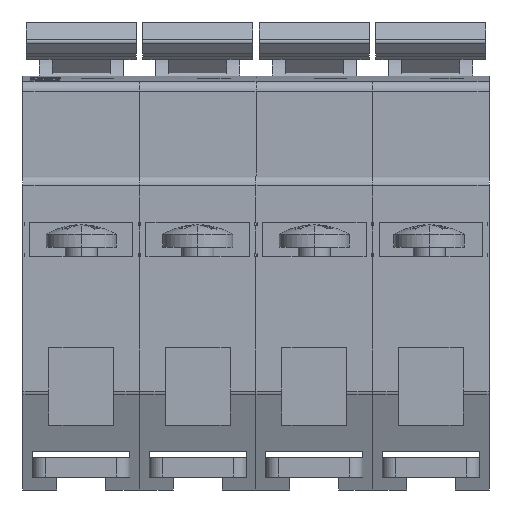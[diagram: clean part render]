
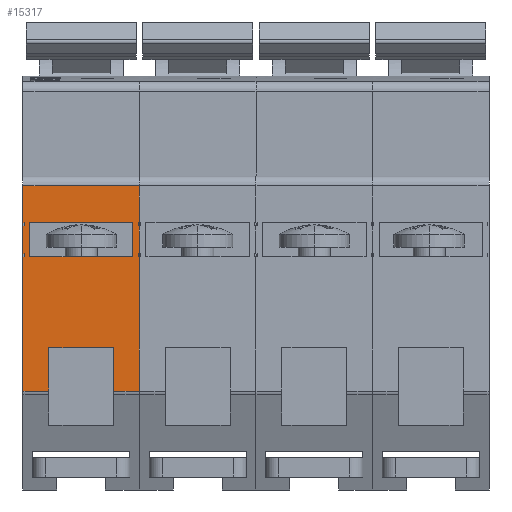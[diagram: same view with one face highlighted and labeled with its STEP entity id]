
A CAD part, left-side view. The second image highlights one B-rep face of the part: STEP entity #15317.
In plain terms, the highlighted planar face has unit normal (-1, 0, 0).
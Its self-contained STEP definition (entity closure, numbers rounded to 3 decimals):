
#11472=DIRECTION('',(0.,0.,-1.));
#11473=VECTOR('',#11472,20.711);
#11474=CARTESIAN_POINT('',(-43.75,-9.,-12.5));
#11475=LINE('',#11474,#11473);
#11476=DIRECTION('',(0.,0.,-1.));
#11477=VECTOR('',#11476,5.7);
#11478=CARTESIAN_POINT('',(-43.75,-9.,-1.5));
#11479=LINE('',#11478,#11477);
#12274=DIRECTION('',(0.,-1.,0.));
#12275=VECTOR('',#12274,18.);
#12276=CARTESIAN_POINT('',(-43.75,9.,-1.5));
#12277=LINE('',#12276,#12275);
#12282=DIRECTION('',(0.,0.,-1.));
#12283=VECTOR('',#12282,20.711);
#12284=CARTESIAN_POINT('',(-43.75,9.,-12.5));
#12285=LINE('',#12284,#12283);
#12286=DIRECTION('',(0.,-1.,0.));
#12287=VECTOR('',#12286,0.2);
#12288=CARTESIAN_POINT('',(-43.75,9.,-12.));
#12289=LINE('',#12288,#12287);
#12290=DIRECTION('',(0.,0.,-1.));
#12291=VECTOR('',#12290,4.3);
#12292=CARTESIAN_POINT('',(-43.75,9.,-7.7));
#12293=LINE('',#12292,#12291);
#12294=DIRECTION('',(0.,-1.,0.));
#12295=VECTOR('',#12294,0.2);
#12296=CARTESIAN_POINT('',(-43.75,9.,-7.2));
#12297=LINE('',#12296,#12295);
#12298=DIRECTION('',(0.,0.,-1.));
#12299=VECTOR('',#12298,5.7);
#12300=CARTESIAN_POINT('',(-43.75,9.,-1.5));
#12301=LINE('',#12300,#12299);
#12302=DIRECTION('',(0.,1.,0.));
#12303=VECTOR('',#12302,0.2);
#12304=CARTESIAN_POINT('',(-43.75,-9.,-7.7));
#12305=LINE('',#12304,#12303);
#12306=DIRECTION('',(0.,1.,0.));
#12307=VECTOR('',#12306,0.2);
#12308=CARTESIAN_POINT('',(-43.75,-9.,-12.5));
#12309=LINE('',#12308,#12307);
#12310=DIRECTION('',(0.,-1.,0.));
#12311=VECTOR('',#12310,16.);
#12312=CARTESIAN_POINT('',(-43.75,8.,-7.2));
#12313=LINE('',#12312,#12311);
#12314=DIRECTION('',(0.,0.,1.));
#12315=VECTOR('',#12314,5.3);
#12316=CARTESIAN_POINT('',(-43.75,8.,-12.5));
#12317=LINE('',#12316,#12315);
#12326=DIRECTION('',(0.,0.,1.));
#12327=VECTOR('',#12326,6.711);
#12328=CARTESIAN_POINT('',(-43.75,-5.,-33.211));
#12329=LINE('',#12328,#12327);
#12579=DIRECTION('',(0.,1.,0.));
#12580=VECTOR('',#12579,4.);
#12581=CARTESIAN_POINT('',(-43.75,5.,-33.211));
#12582=LINE('',#12581,#12580);
#12583=DIRECTION('',(0.,0.,-1.));
#12584=VECTOR('',#12583,6.711);
#12585=CARTESIAN_POINT('',(-43.75,5.,-26.5));
#12586=LINE('',#12585,#12584);
#12600=DIRECTION('',(0.,1.,0.));
#12601=VECTOR('',#12600,10.);
#12602=CARTESIAN_POINT('',(-43.75,-5.,-26.5));
#12603=LINE('',#12602,#12601);
#12636=DIRECTION('',(0.,1.,0.));
#12637=VECTOR('',#12636,4.);
#12638=CARTESIAN_POINT('',(-43.75,-9.,-33.211));
#12639=LINE('',#12638,#12637);
#12644=DIRECTION('',(0.,-1.,0.));
#12645=VECTOR('',#12644,0.2);
#12646=CARTESIAN_POINT('',(-43.75,9.,-12.5));
#12647=LINE('',#12646,#12645);
#12668=DIRECTION('',(0.,0.,1.));
#12669=VECTOR('',#12668,0.5);
#12670=CARTESIAN_POINT('',(-43.75,8.8,-7.7));
#12671=LINE('',#12670,#12669);
#12684=DIRECTION('',(0.,0.,1.));
#12685=VECTOR('',#12684,0.5);
#12686=CARTESIAN_POINT('',(-43.75,8.8,-12.5));
#12687=LINE('',#12686,#12685);
#12700=DIRECTION('',(0.,-1.,0.));
#12701=VECTOR('',#12700,0.2);
#12702=CARTESIAN_POINT('',(-43.75,9.,-7.7));
#12703=LINE('',#12702,#12701);
#12724=DIRECTION('',(0.,1.,0.));
#12725=VECTOR('',#12724,0.2);
#12726=CARTESIAN_POINT('',(-43.75,-9.,-7.2));
#12727=LINE('',#12726,#12725);
#12744=DIRECTION('',(0.,0.,-1.));
#12745=VECTOR('',#12744,0.5);
#12746=CARTESIAN_POINT('',(-43.75,-8.8,-7.2));
#12747=LINE('',#12746,#12745);
#12760=DIRECTION('',(0.,0.,-1.));
#12761=VECTOR('',#12760,0.5);
#12762=CARTESIAN_POINT('',(-43.75,-8.8,-12.));
#12763=LINE('',#12762,#12761);
#12780=DIRECTION('',(0.,1.,0.));
#12781=VECTOR('',#12780,0.2);
#12782=CARTESIAN_POINT('',(-43.75,-9.,-12.));
#12783=LINE('',#12782,#12781);
#12784=DIRECTION('',(0.,0.,-1.));
#12785=VECTOR('',#12784,4.3);
#12786=CARTESIAN_POINT('',(-43.75,-9.,-7.7));
#12787=LINE('',#12786,#12785);
#12804=DIRECTION('',(0.,-1.,0.));
#12805=VECTOR('',#12804,10.);
#12806=CARTESIAN_POINT('',(-43.75,5.,-12.505));
#12807=LINE('',#12806,#12805);
#12828=DIRECTION('',(0.,-1.,-0.002));
#12829=VECTOR('',#12828,3.);
#12830=CARTESIAN_POINT('',(-43.75,8.,-12.5));
#12831=LINE('',#12830,#12829);
#12862=DIRECTION('',(0.,0.,1.));
#12863=VECTOR('',#12862,5.3);
#12864=CARTESIAN_POINT('',(-43.75,-8.,-12.5));
#12865=LINE('',#12864,#12863);
#12874=DIRECTION('',(0.,-1.,0.002));
#12875=VECTOR('',#12874,3.);
#12876=CARTESIAN_POINT('',(-43.75,-5.,-12.505));
#12877=LINE('',#12876,#12875);
#13386=CARTESIAN_POINT('',(-43.75,-9.,-1.5));
#13387=VERTEX_POINT('',#13386);
#13388=CARTESIAN_POINT('',(-43.75,-9.,-7.2));
#13389=VERTEX_POINT('',#13388);
#13394=CARTESIAN_POINT('',(-43.75,-9.,-12.5));
#13395=VERTEX_POINT('',#13394);
#13396=CARTESIAN_POINT('',(-43.75,-9.,-33.211));
#13397=VERTEX_POINT('',#13396);
#13445=CARTESIAN_POINT('',(-43.75,9.,-7.7));
#13447=VERTEX_POINT('',#13445);
#13448=CARTESIAN_POINT('',(-43.75,8.8,-7.7));
#13449=VERTEX_POINT('',#13448);
#13460=CARTESIAN_POINT('',(-43.75,-5.,-33.211));
#13461=VERTEX_POINT('',#13460);
#13462=CARTESIAN_POINT('',(-43.75,-5.,-26.5));
#13463=VERTEX_POINT('',#13462);
#13468=CARTESIAN_POINT('',(-43.75,9.,-12.5));
#13469=VERTEX_POINT('',#13468);
#13470=CARTESIAN_POINT('',(-43.75,8.8,-12.5));
#13471=VERTEX_POINT('',#13470);
#13488=CARTESIAN_POINT('',(-43.75,5.,-26.5));
#13489=CARTESIAN_POINT('',(-43.75,5.,-33.211));
#13490=VERTEX_POINT('',#13488);
#13491=VERTEX_POINT('',#13489);
#13516=CARTESIAN_POINT('',(-43.75,-8.8,-12.5));
#13517=VERTEX_POINT('',#13516);
#13530=CARTESIAN_POINT('',(-43.75,-8.8,-7.2));
#13531=VERTEX_POINT('',#13530);
#13544=CARTESIAN_POINT('',(-43.75,9.,-1.5));
#13545=VERTEX_POINT('',#13544);
#13558=CARTESIAN_POINT('',(-43.75,-8.,-7.2));
#13560=VERTEX_POINT('',#13558);
#13562=CARTESIAN_POINT('',(-43.75,8.,-7.2));
#13563=VERTEX_POINT('',#13562);
#13566=CARTESIAN_POINT('',(-43.75,-8.,-12.5));
#13568=VERTEX_POINT('',#13566);
#13580=CARTESIAN_POINT('',(-43.75,9.,-33.211));
#13581=VERTEX_POINT('',#13580);
#13584=CARTESIAN_POINT('',(-43.75,-5.,-12.505));
#13585=VERTEX_POINT('',#13584);
#13595=CARTESIAN_POINT('',(-43.75,-9.,-12.));
#13597=VERTEX_POINT('',#13595);
#13600=CARTESIAN_POINT('',(-43.75,-9.,-7.7));
#13601=VERTEX_POINT('',#13600);
#13606=CARTESIAN_POINT('',(-43.75,5.,-12.505));
#13607=VERTEX_POINT('',#13606);
#13638=CARTESIAN_POINT('',(-43.75,9.,-7.2));
#13639=VERTEX_POINT('',#13638);
#13650=CARTESIAN_POINT('',(-43.75,8.8,-7.2));
#13651=VERTEX_POINT('',#13650);
#13652=CARTESIAN_POINT('',(-43.75,8.8,-12.));
#13653=VERTEX_POINT('',#13652);
#13654=CARTESIAN_POINT('',(-43.75,-8.8,-12.));
#13655=VERTEX_POINT('',#13654);
#13660=CARTESIAN_POINT('',(-43.75,-8.8,-7.7));
#13661=VERTEX_POINT('',#13660);
#13667=CARTESIAN_POINT('',(-43.75,8.,-12.5));
#13669=VERTEX_POINT('',#13667);
#13672=CARTESIAN_POINT('',(-43.75,9.,-12.));
#13673=VERTEX_POINT('',#13672);
#15253=CARTESIAN_POINT('',(-43.75,-9.,0.));
#15254=DIRECTION('',(-1.,0.,0.));
#15255=DIRECTION('',(0.,0.,1.));
#15256=AXIS2_PLACEMENT_3D('',#15253,#15254,#15255);
#15257=PLANE('',#15256);
#15259=ORIENTED_EDGE('',*,*,#15258,.T.);
#15261=ORIENTED_EDGE('',*,*,#15260,.T.);
#15263=ORIENTED_EDGE('',*,*,#15262,.T.);
#15265=ORIENTED_EDGE('',*,*,#15264,.T.);
#15266=ORIENTED_EDGE('',*,*,#14041,.F.);
#15268=ORIENTED_EDGE('',*,*,#15267,.T.);
#15270=ORIENTED_EDGE('',*,*,#15269,.T.);
#15272=ORIENTED_EDGE('',*,*,#15271,.F.);
#15274=ORIENTED_EDGE('',*,*,#15273,.F.);
#15276=ORIENTED_EDGE('',*,*,#15275,.T.);
#15278=ORIENTED_EDGE('',*,*,#15277,.T.);
#15280=ORIENTED_EDGE('',*,*,#15279,.F.);
#15281=ORIENTED_EDGE('',*,*,#14033,.F.);
#15282=ORIENTED_EDGE('',*,*,#15239,.T.);
#15283=ORIENTED_EDGE('',*,*,#13880,.T.);
#15285=ORIENTED_EDGE('',*,*,#15284,.T.);
#15287=ORIENTED_EDGE('',*,*,#15286,.T.);
#15289=ORIENTED_EDGE('',*,*,#15288,.F.);
#15291=ORIENTED_EDGE('',*,*,#15290,.T.);
#15293=ORIENTED_EDGE('',*,*,#15292,.T.);
#15295=ORIENTED_EDGE('',*,*,#15294,.T.);
#15297=ORIENTED_EDGE('',*,*,#15296,.F.);
#15298=ORIENTED_EDGE('',*,*,#13872,.T.);
#15300=ORIENTED_EDGE('',*,*,#15299,.T.);
#15301=EDGE_LOOP('',(#15259,#15261,#15263,#15265,#15266,#15268,#15270,#15272,
#15274,#15276,#15278,#15280,#15281,#15282,#15283,#15285,#15287,#15289,#15291,
#15293,#15295,#15297,#15298,#15300));
#15302=FACE_OUTER_BOUND('',#15301,.F.);
#15304=ORIENTED_EDGE('',*,*,#15303,.T.);
#15306=ORIENTED_EDGE('',*,*,#15305,.T.);
#15308=ORIENTED_EDGE('',*,*,#15307,.T.);
#15310=ORIENTED_EDGE('',*,*,#15309,.F.);
#15312=ORIENTED_EDGE('',*,*,#15311,.F.);
#15314=ORIENTED_EDGE('',*,*,#15313,.T.);
#15315=EDGE_LOOP('',(#15304,#15306,#15308,#15310,#15312,#15314));
#15316=FACE_BOUND('',#15315,.F.);
#13872=EDGE_CURVE('',#13395,#13397,#11475,.T.);
#13880=EDGE_CURVE('',#13387,#13389,#11479,.T.);
#14033=EDGE_CURVE('',#13545,#13639,#12301,.T.);
#14041=EDGE_CURVE('',#13469,#13581,#12285,.T.);
#15239=EDGE_CURVE('',#13545,#13387,#12277,.T.);
#15258=EDGE_CURVE('',#13461,#13463,#12329,.T.);
#15260=EDGE_CURVE('',#13463,#13490,#12603,.T.);
#15262=EDGE_CURVE('',#13490,#13491,#12586,.T.);
#15264=EDGE_CURVE('',#13491,#13581,#12582,.T.);
#15267=EDGE_CURVE('',#13469,#13471,#12647,.T.);
#15269=EDGE_CURVE('',#13471,#13653,#12687,.T.);
#15271=EDGE_CURVE('',#13673,#13653,#12289,.T.);
#15273=EDGE_CURVE('',#13447,#13673,#12293,.T.);
#15275=EDGE_CURVE('',#13447,#13449,#12703,.T.);
#15277=EDGE_CURVE('',#13449,#13651,#12671,.T.);
#15279=EDGE_CURVE('',#13639,#13651,#12297,.T.);
#15284=EDGE_CURVE('',#13389,#13531,#12727,.T.);
#15286=EDGE_CURVE('',#13531,#13661,#12747,.T.);
#15288=EDGE_CURVE('',#13601,#13661,#12305,.T.);
#15290=EDGE_CURVE('',#13601,#13597,#12787,.T.);
#15292=EDGE_CURVE('',#13597,#13655,#12783,.T.);
#15294=EDGE_CURVE('',#13655,#13517,#12763,.T.);
#15296=EDGE_CURVE('',#13395,#13517,#12309,.T.);
#15299=EDGE_CURVE('',#13397,#13461,#12639,.T.);
#15303=EDGE_CURVE('',#13607,#13585,#12807,.T.);
#15305=EDGE_CURVE('',#13585,#13568,#12877,.T.);
#15307=EDGE_CURVE('',#13568,#13560,#12865,.T.);
#15309=EDGE_CURVE('',#13563,#13560,#12313,.T.);
#15311=EDGE_CURVE('',#13669,#13563,#12317,.T.);
#15313=EDGE_CURVE('',#13669,#13607,#12831,.T.);
#15317=ADVANCED_FACE('',(#15302,#15316),#15257,.T.);
